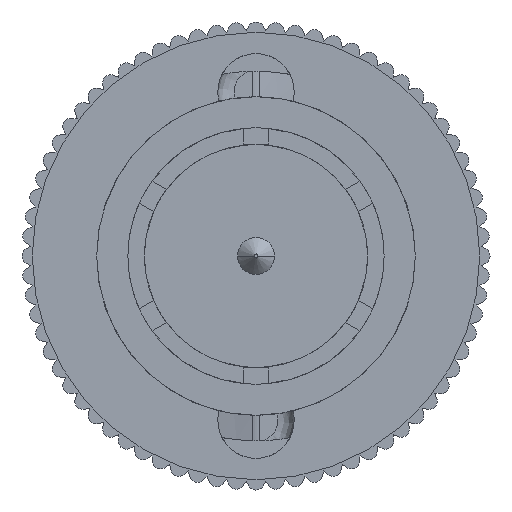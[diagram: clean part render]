
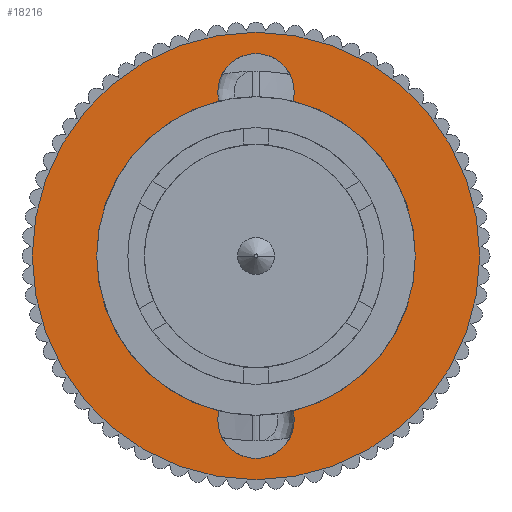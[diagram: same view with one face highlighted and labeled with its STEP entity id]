
A CAD part, front view. The second image highlights one B-rep face of the part: STEP entity #18216.
In plain terms, the highlighted face is planar.
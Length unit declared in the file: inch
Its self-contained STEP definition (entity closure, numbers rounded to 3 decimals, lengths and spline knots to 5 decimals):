
#32 = ORIENTED_EDGE ( 'NONE', *, *, #18408, .F. ) ;
#33 = EDGE_LOOP ( 'NONE', ( #34, #35 ) ) ;
#34 = ORIENTED_EDGE ( 'NONE', *, *, #1210, .T. ) ;
#35 = ORIENTED_EDGE ( 'NONE', *, *, #36, .T. ) ;
#36 = EDGE_CURVE ( 'NONE', #1208, #1211, #5688, .T. ) ;
#1208 = VERTEX_POINT ( 'NONE', #7856 ) ;
#1210 = EDGE_CURVE ( 'NONE', #1211, #1208, #7855, .T. ) ;
#1211 = VERTEX_POINT ( 'NONE', #7850 ) ;
#5685 = DIRECTION ( 'NONE',  ( 1., 0., 0. ) ) ;
#5686 = DIRECTION ( 'NONE',  ( 0., 0., 1. ) ) ;
#5687 = AXIS2_PLACEMENT_3D ( 'NONE', #5693, #5686, #5685 ) ;
#5688 = CIRCLE ( 'NONE', #5687, 0.2725 ) ;
#5693 = CARTESIAN_POINT ( 'NONE',  ( 0., 0., 0. ) ) ;
#7850 = CARTESIAN_POINT ( 'NONE',  ( 0.2725, 0., 0. ) ) ;
#7851 = DIRECTION ( 'NONE',  ( 1., 0., 0. ) ) ;
#7852 = DIRECTION ( 'NONE',  ( 0., 0., 1. ) ) ;
#7853 = CARTESIAN_POINT ( 'NONE',  ( 0., 0., 0. ) ) ;
#7854 = AXIS2_PLACEMENT_3D ( 'NONE', #7853, #7852, #7851 ) ;
#7855 = CIRCLE ( 'NONE', #7854, 0.2725 ) ;
#7856 = CARTESIAN_POINT ( 'NONE',  ( -0.2725, 0., 0. ) ) ;
#16191 = DIRECTION ( 'NONE',  ( 1., 0., 0. ) ) ;
#16192 = DIRECTION ( 'NONE',  ( 0., 0., 1. ) ) ;
#16193 = CARTESIAN_POINT ( 'NONE',  ( 0., -0.2, 0. ) ) ;
#16194 = AXIS2_PLACEMENT_3D ( 'NONE', #16193, #16192, #16191 ) ;
#16195 = CIRCLE ( 'NONE', #16194, 0.0465 ) ;
#16509 = DIRECTION ( 'NONE',  ( 1., 0., 0. ) ) ;
#16510 = DIRECTION ( 'NONE',  ( 0., 0., 1. ) ) ;
#16511 = CARTESIAN_POINT ( 'NONE',  ( 0.2725, 0., 0. ) ) ;
#16512 = AXIS2_PLACEMENT_3D ( 'NONE', #16511, #16510, #16509 ) ;
#16513 = PLANE ( 'NONE',  #16512 ) ;
#16514 = FACE_OUTER_BOUND ( 'NONE', #33, .T. ) ;
#16515 = FACE_BOUND ( 'NONE', #18211, .T. ) ;
#16524 = DIRECTION ( 'NONE',  ( 1., 0., 0. ) ) ;
#16525 = DIRECTION ( 'NONE',  ( 0., 0., 1. ) ) ;
#16526 = CARTESIAN_POINT ( 'NONE',  ( 0., 0., 0. ) ) ;
#16527 = AXIS2_PLACEMENT_3D ( 'NONE', #16526, #16525, #16524 ) ;
#16528 = CIRCLE ( 'NONE', #16527, 0.194 ) ;
#16549 = DIRECTION ( 'NONE',  ( -1., 0., 0. ) ) ;
#16550 = DIRECTION ( 'NONE',  ( 0., 0., 1. ) ) ;
#16551 = CARTESIAN_POINT ( 'NONE',  ( 0., 0.2, 0. ) ) ;
#16552 = AXIS2_PLACEMENT_3D ( 'NONE', #16551, #16550, #16549 ) ;
#16553 = CIRCLE ( 'NONE', #16552, 0.0465 ) ;
#16554 = DIRECTION ( 'NONE',  ( 1., 0., 0. ) ) ;
#16555 = DIRECTION ( 'NONE',  ( 0., 0., 1. ) ) ;
#16556 = CARTESIAN_POINT ( 'NONE',  ( 0., -0.2, 0. ) ) ;
#16557 = AXIS2_PLACEMENT_3D ( 'NONE', #16556, #16555, #16554 ) ;
#16558 = CIRCLE ( 'NONE', #16557, 0.0465 ) ;
#16881 = CARTESIAN_POINT ( 'NONE',  ( 0.0451, 0.18868, 0. ) ) ;
#16882 = DIRECTION ( 'NONE',  ( 1., 0., 0. ) ) ;
#16883 = DIRECTION ( 'NONE',  ( 0., 0., 1. ) ) ;
#16884 = CARTESIAN_POINT ( 'NONE',  ( 0., 0., 0. ) ) ;
#16885 = AXIS2_PLACEMENT_3D ( 'NONE', #16884, #16883, #16882 ) ;
#16892 = CIRCLE ( 'NONE', #16885, 0.194 ) ;
#16914 = CARTESIAN_POINT ( 'NONE',  ( -0.0451, -0.18868, 0. ) ) ;
#16915 = DIRECTION ( 'NONE',  ( 1., 0., 0. ) ) ;
#16916 = DIRECTION ( 'NONE',  ( 0., 0., 1. ) ) ;
#16917 = CARTESIAN_POINT ( 'NONE',  ( 0., 0., 0. ) ) ;
#16918 = AXIS2_PLACEMENT_3D ( 'NONE', #16917, #16916, #16915 ) ;
#16919 = CIRCLE ( 'NONE', #16918, 0.194 ) ;
#16920 = CARTESIAN_POINT ( 'NONE',  ( -0.194, 0., 0. ) ) ;
#16951 = DIRECTION ( 'NONE',  ( -1., 0., 0. ) ) ;
#16952 = DIRECTION ( 'NONE',  ( 0., 0., 1. ) ) ;
#16953 = CARTESIAN_POINT ( 'NONE',  ( 0., 0.2, 0. ) ) ;
#16954 = AXIS2_PLACEMENT_3D ( 'NONE', #16953, #16952, #16951 ) ;
#16955 = CIRCLE ( 'NONE', #16954, 0.0465 ) ;
#16956 = CARTESIAN_POINT ( 'NONE',  ( 0.0465, 0.2, 0. ) ) ;
#16967 = CARTESIAN_POINT ( 'NONE',  ( -0.0451, 0.18868, 0. ) ) ;
#16968 = DIRECTION ( 'NONE',  ( -1., 0., 0. ) ) ;
#16969 = DIRECTION ( 'NONE',  ( 0., 0., 1. ) ) ;
#16970 = CARTESIAN_POINT ( 'NONE',  ( 0., 0.2, 0. ) ) ;
#16971 = AXIS2_PLACEMENT_3D ( 'NONE', #16970, #16969, #16968 ) ;
#16972 = CIRCLE ( 'NONE', #16971, 0.0465 ) ;
#16973 = CARTESIAN_POINT ( 'NONE',  ( -0.0465, 0.2, 0. ) ) ;
#17026 = CARTESIAN_POINT ( 'NONE',  ( 0.0465, -0.2, 0. ) ) ;
#17027 = DIRECTION ( 'NONE',  ( 1., 0., 0. ) ) ;
#17028 = DIRECTION ( 'NONE',  ( 0., 0., 1. ) ) ;
#17029 = CARTESIAN_POINT ( 'NONE',  ( 0., -0.2, 0. ) ) ;
#17030 = AXIS2_PLACEMENT_3D ( 'NONE', #17029, #17028, #17027 ) ;
#17031 = CIRCLE ( 'NONE', #17030, 0.0465 ) ;
#17032 = CARTESIAN_POINT ( 'NONE',  ( -0.0465, -0.2, 0. ) ) ;
#17156 = CARTESIAN_POINT ( 'NONE',  ( 0.194, 0., 0. ) ) ;
#17157 = DIRECTION ( 'NONE',  ( 1., 0., 0. ) ) ;
#17158 = DIRECTION ( 'NONE',  ( 0., 0., 1. ) ) ;
#17159 = CARTESIAN_POINT ( 'NONE',  ( 0., 0., 0. ) ) ;
#17160 = AXIS2_PLACEMENT_3D ( 'NONE', #17159, #17158, #17157 ) ;
#17161 = CIRCLE ( 'NONE', #17160, 0.194 ) ;
#17162 = CARTESIAN_POINT ( 'NONE',  ( 0.0451, -0.18868, 0. ) ) ;
#18061 = EDGE_CURVE ( 'NONE', #18461, #18504, #16195, .T. ) ;
#18200 = ORIENTED_EDGE ( 'NONE', *, *, #18223, .F. ) ;
#18201 = ORIENTED_EDGE ( 'NONE', *, *, #18460, .F. ) ;
#18202 = ORIENTED_EDGE ( 'NONE', *, *, #18061, .F. ) ;
#18203 = ORIENTED_EDGE ( 'NONE', *, *, #18506, .F. ) ;
#18204 = ORIENTED_EDGE ( 'NONE', *, *, #18393, .F. ) ;
#18206 = ORIENTED_EDGE ( 'NONE', *, *, #18225, .F. ) ;
#18210 = EDGE_CURVE ( 'NONE', #18440, #18406, #16528, .T. ) ;
#18211 = EDGE_LOOP ( 'NONE', ( #18215, #18224, #18217, #18206, #18204, #18203, #18202, #18201, #18200, #32 ) ) ;
#18215 = ORIENTED_EDGE ( 'NONE', *, *, #18210, .F. ) ;
#18216 = ADVANCED_FACE ( 'NONE', ( #16515, #16514 ), #16513, .T. ) ;
#18217 = ORIENTED_EDGE ( 'NONE', *, *, #18422, .F. ) ;
#18223 = EDGE_CURVE ( 'NONE', #18409, #18458, #16558, .T. ) ;
#18224 = ORIENTED_EDGE ( 'NONE', *, *, #18439, .F. ) ;
#18225 = EDGE_CURVE ( 'NONE', #18394, #18420, #16553, .T. ) ;
#18393 = EDGE_CURVE ( 'NONE', #18507, #18394, #16892, .T. ) ;
#18394 = VERTEX_POINT ( 'NONE', #16881 ) ;
#18406 = VERTEX_POINT ( 'NONE', #16920 ) ;
#18408 = EDGE_CURVE ( 'NONE', #18406, #18409, #16919, .T. ) ;
#18409 = VERTEX_POINT ( 'NONE', #16914 ) ;
#18420 = VERTEX_POINT ( 'NONE', #16956 ) ;
#18422 = EDGE_CURVE ( 'NONE', #18420, #18437, #16955, .T. ) ;
#18437 = VERTEX_POINT ( 'NONE', #16973 ) ;
#18439 = EDGE_CURVE ( 'NONE', #18437, #18440, #16972, .T. ) ;
#18440 = VERTEX_POINT ( 'NONE', #16967 ) ;
#18458 = VERTEX_POINT ( 'NONE', #17032 ) ;
#18460 = EDGE_CURVE ( 'NONE', #18458, #18461, #17031, .T. ) ;
#18461 = VERTEX_POINT ( 'NONE', #17026 ) ;
#18504 = VERTEX_POINT ( 'NONE', #17162 ) ;
#18506 = EDGE_CURVE ( 'NONE', #18504, #18507, #17161, .T. ) ;
#18507 = VERTEX_POINT ( 'NONE', #17156 ) ;
